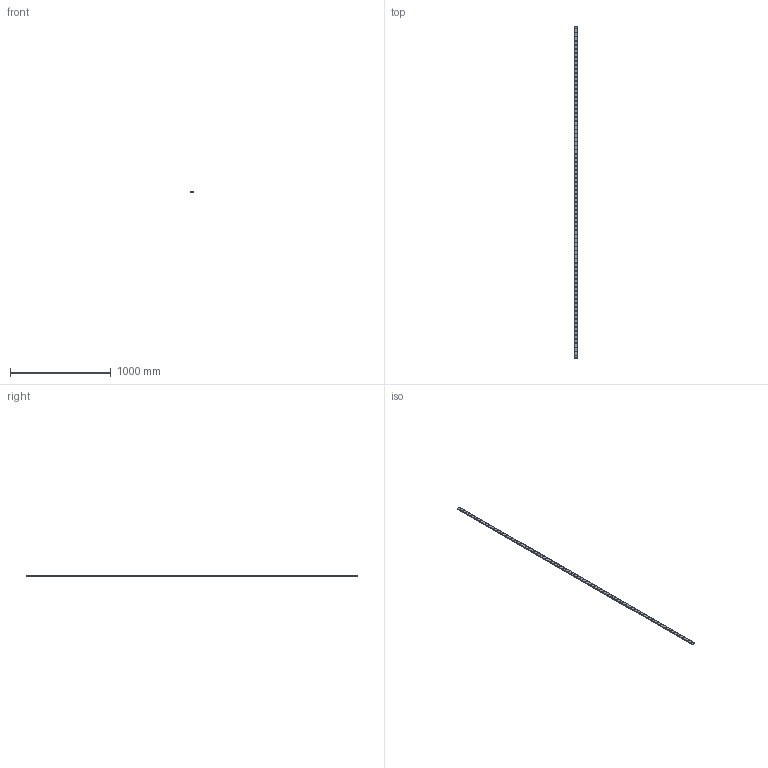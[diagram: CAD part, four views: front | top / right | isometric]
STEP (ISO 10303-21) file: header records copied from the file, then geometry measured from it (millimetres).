
FILE_DESCRIPTION(('STEP AP214'),'1');
FILE_NAME('cctmp_B69066F6-E10C-4AA9-89ED-2AE2AD41EFB4_2021_03_02_13_53_13_0468..stp','2021-03-02T12:53:14',('HIWIN GmbH'),('CADClick - www.CADClick.com'),'Spatial InterOp 3D',' ','unknown authorization');
FILE_SCHEMA(('AUTOMOTIVE_DESIGN'));
Length unit declared in the file: millimetre
Products named in the file (1): WER17R3290H_FILE
Bounding box: 33 x 3290 x 9.3 mm (x, y, z)
Volume: 908877.9 mm3; surface area: 321410.4 mm2
Topology: 1 solids, 1 shells, 1579 faces, 3243 edges, 2162 vertices
Faces by surface type: cylinder 1002, plane 577
Entity records: 55317 total; most frequent: DIRECTION 8407, CARTESIAN_POINT 6985, ORIENTED_EDGE 6486, AXIS2_PLACEMENT_3D 3584, EDGE_CURVE 3243, VERTEX_POINT 2162, EDGE_LOOP 2075, CIRCLE 2004
